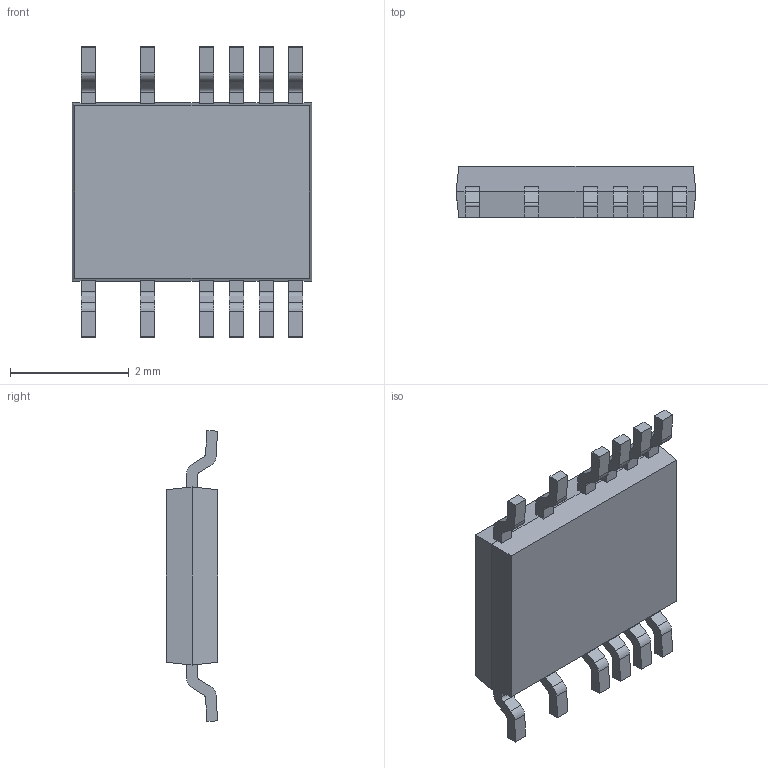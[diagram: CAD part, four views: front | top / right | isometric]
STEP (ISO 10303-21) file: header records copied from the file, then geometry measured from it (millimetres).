
FILE_DESCRIPTION (( 'STEP AP214' ), '1' );
FILE_NAME ('User Library-MSE16(12).STEP', '2019-09-06T05:36:09', ( '' ), ( '' ), 'SwSTEP 2.0', 'SolidWorks 2019', '' );
FILE_SCHEMA (( 'AUTOMOTIVE_DESIGN' ));
Length unit declared in the file: millimetre
Products named in the file (1): User Library-MSE16(12)
Bounding box: 4.04 x 0.86 x 4.9 mm (x, y, z)
Volume: 10.7 mm3; surface area: 46.5 mm2
Topology: 3 solids, 3 shells, 173 faces, 494 edges, 328 vertices
Faces by surface type: plane 123, cylinder 50
Entity records: 7571 total; most frequent: CARTESIAN_POINT 996, ORIENTED_EDGE 988, DIRECTION 942, EDGE_CURVE 494, VECTOR 394, LINE 394, VERTEX_POINT 328, AXIS2_PLACEMENT_3D 274
